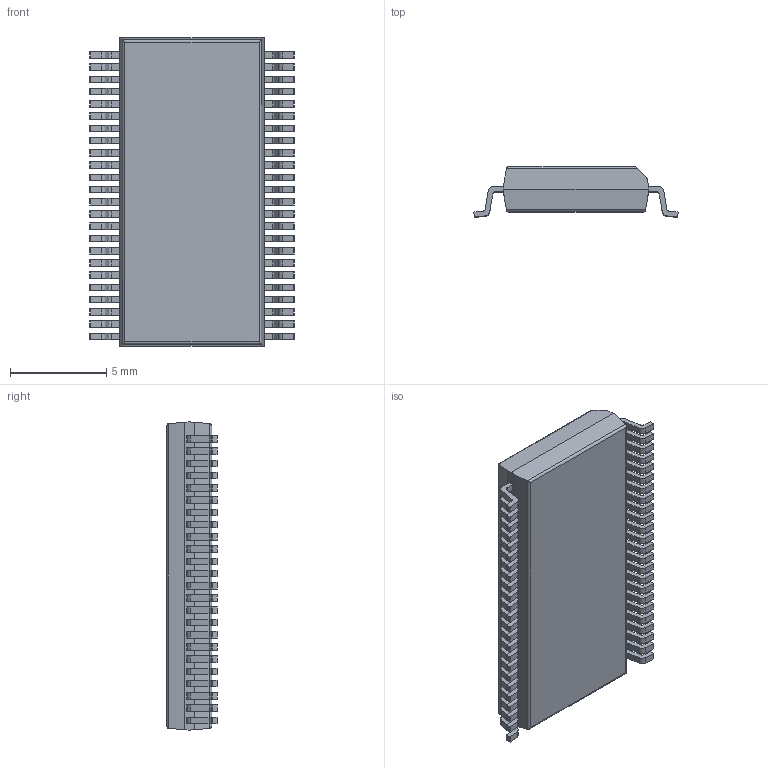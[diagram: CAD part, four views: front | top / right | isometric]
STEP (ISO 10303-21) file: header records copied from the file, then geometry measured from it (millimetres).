
FILE_DESCRIPTION(/* description */ (''),/* implementation_level */ '2;1');
FILE_NAME(/* name */ '48SSOP.stp',/* time_stamp */ '2017-01-11T14:41:25+08:00',/* author */ ('Antech-Enviro5'),/* organization */ (''),/* preprocessor_version */ 'ST-DEVELOPER v16.1',/* originating_system */ 'Autodesk Inventor 2016',/* authorisation */ '');
FILE_SCHEMA (('AUTOMOTIVE_DESIGN { 1 0 10303 214 3 1 1 }'));
Length unit declared in the file: inch
Products named in the file (3): 48SSOP_BODY; 48SSOP_PIN; 48SSOP
Assembly tree (49 placements, depth 2):
  48SSOP
    48SSOP_BODY
    48SSOP_PIN  x48
Bounding box: 10.61 x 2.62 x 16 mm (x, y, z)
Volume: 281.6 mm3; surface area: 485.7 mm2
Topology: 49 solids, 49 shells, 812 faces, 2106 edges, 1404 vertices
Faces by surface type: plane 537, cylinder 202, bspline 73
Full cylindrical faces by diameter (mm): 0.569 x1
Entity records: 5872 total; most frequent: CARTESIAN_POINT 2072, ORIENTED_EDGE 826, DIRECTION 561, EDGE_CURVE 413, VERTEX_POINT 276, LINE 239, VECTOR 239, EDGE_LOOP 167
